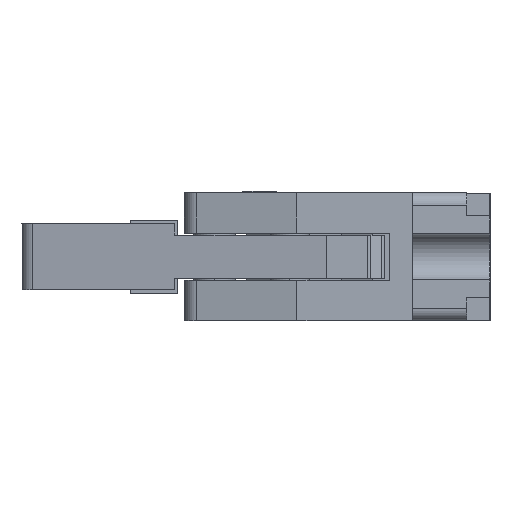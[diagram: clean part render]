
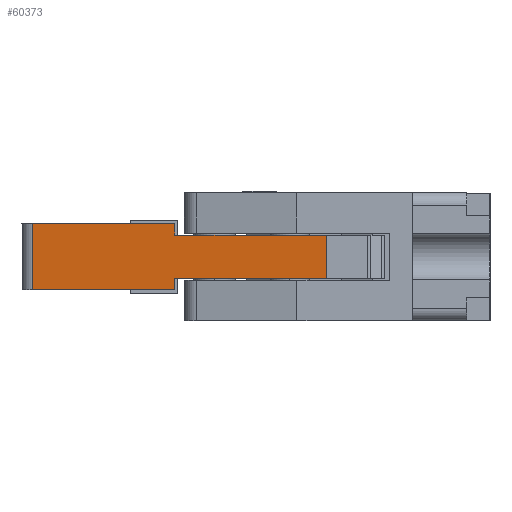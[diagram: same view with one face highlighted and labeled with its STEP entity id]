
A CAD part, left-side view. The second image highlights one B-rep face of the part: STEP entity #60373.
In plain terms, the highlighted planar face has unit normal (-0.992, 0.123, 0).
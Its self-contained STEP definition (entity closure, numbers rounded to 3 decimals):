
#50531=CARTESIAN_POINT('',(-2.955,20.4,-2.85));
#50532=VERTEX_POINT('',#50531);
#50539=CARTESIAN_POINT('',(-4.17,10.6,-2.85));
#50540=VERTEX_POINT('',#50539);
#50541=CARTESIAN_POINT('',(-2.955,20.4,-2.85));
#50542=DIRECTION('',(-0.123,-0.992,0.));
#50543=VECTOR('',#50542,9.875);
#50544=LINE('',#50541,#50543);
#50545=EDGE_CURVE('',#50532,#50540,#50544,.T.);
#60292=CARTESIAN_POINT('',(-2.955,20.4,-2.1));
#60293=VERTEX_POINT('',#60292);
#60294=CARTESIAN_POINT('',(-2.955,20.4,-2.1));
#60295=DIRECTION('',(0.,0.,-1.));
#60296=VECTOR('',#60295,0.75);
#60297=LINE('',#60294,#60296);
#60298=EDGE_CURVE('',#60293,#50532,#60297,.T.);
#60318=CARTESIAN_POINT('',(-3.67,14.633,-4.25));
#60319=DIRECTION('',(0.123,0.992,0.));
#60320=DIRECTION('',(-0.992,0.123,0.));
#60321=AXIS2_PLACEMENT_3D('',#60318,#60320,#60319);
#60322=PLANE('',#60321);
#60323=CARTESIAN_POINT('',(-4.17,10.6,-5.65));
#60324=VERTEX_POINT('',#60323);
#60325=CARTESIAN_POINT('',(-2.955,20.4,-5.65));
#60326=VERTEX_POINT('',#60325);
#60327=CARTESIAN_POINT('',(-4.17,10.6,-5.65));
#60328=DIRECTION('',(0.123,0.992,0.));
#60329=VECTOR('',#60328,9.875);
#60330=LINE('',#60327,#60329);
#60331=EDGE_CURVE('',#60324,#60326,#60330,.T.);
#60332=ORIENTED_EDGE('',*,*,#60331,.F.);
#60333=CARTESIAN_POINT('',(-4.17,10.6,-5.65));
#60334=DIRECTION('',(0.,0.,1.));
#60335=VECTOR('',#60334,2.8);
#60336=LINE('',#60333,#60335);
#60337=EDGE_CURVE('',#60324,#50540,#60336,.T.);
#60338=ORIENTED_EDGE('',*,*,#60337,.T.);
#60339=ORIENTED_EDGE('',*,*,#50545,.F.);
#60340=ORIENTED_EDGE('',*,*,#60298,.F.);
#60341=CARTESIAN_POINT('',(-1.814,29.598,-2.1));
#60342=VERTEX_POINT('',#60341);
#60343=CARTESIAN_POINT('',(-1.814,29.598,-2.1));
#60344=DIRECTION('',(-0.123,-0.992,0.));
#60345=VECTOR('',#60344,9.269);
#60346=LINE('',#60343,#60345);
#60347=EDGE_CURVE('',#60342,#60293,#60346,.T.);
#60348=ORIENTED_EDGE('',*,*,#60347,.F.);
#60349=CARTESIAN_POINT('',(-1.814,29.598,-6.4));
#60350=VERTEX_POINT('',#60349);
#60351=CARTESIAN_POINT('',(-1.814,29.598,-2.1));
#60352=DIRECTION('',(0.,0.,-1.));
#60353=VECTOR('',#60352,4.3);
#60354=LINE('',#60351,#60353);
#60355=EDGE_CURVE('',#60342,#60350,#60354,.T.);
#60356=ORIENTED_EDGE('',*,*,#60355,.T.);
#60357=CARTESIAN_POINT('',(-2.955,20.4,-6.4));
#60358=VERTEX_POINT('',#60357);
#60359=CARTESIAN_POINT('',(-2.955,20.4,-6.4));
#60360=DIRECTION('',(0.123,0.992,0.));
#60361=VECTOR('',#60360,9.269);
#60362=LINE('',#60359,#60361);
#60363=EDGE_CURVE('',#60358,#60350,#60362,.T.);
#60364=ORIENTED_EDGE('',*,*,#60363,.F.);
#60365=CARTESIAN_POINT('',(-2.955,20.4,-6.4));
#60366=DIRECTION('',(0.,0.,1.));
#60367=VECTOR('',#60366,0.75);
#60368=LINE('',#60365,#60367);
#60369=EDGE_CURVE('',#60358,#60326,#60368,.T.);
#60370=ORIENTED_EDGE('',*,*,#60369,.T.);
#60371=EDGE_LOOP('',(#60332,#60338,#60339,#60340,#60348,#60356,#60364,#60370));
#60372=FACE_OUTER_BOUND('',#60371,.T.);
#60373=ADVANCED_FACE('',(#60372),#60322,.T.);
